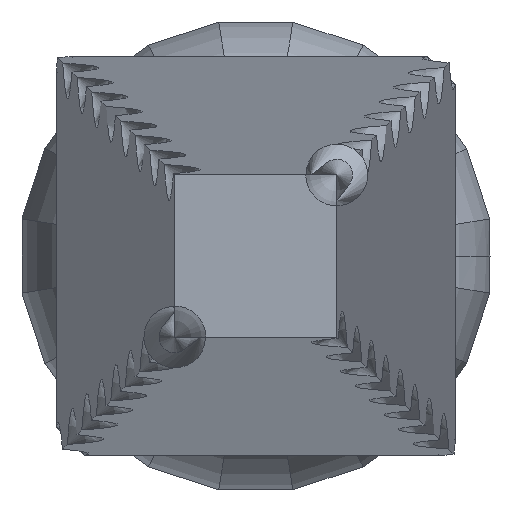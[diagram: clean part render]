
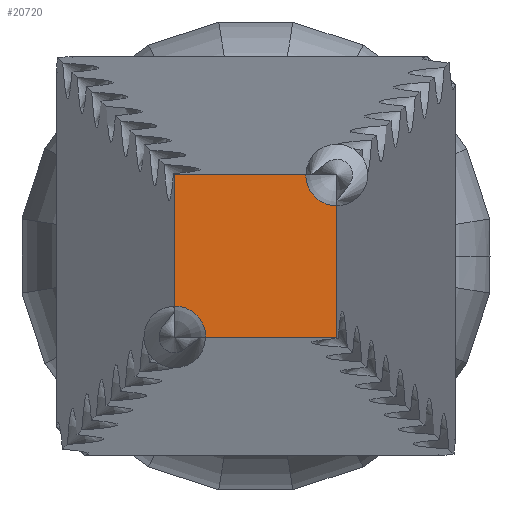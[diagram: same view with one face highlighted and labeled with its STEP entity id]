
A CAD part, front view. The second image highlights one B-rep face of the part: STEP entity #20720.
In plain terms, the highlighted planar face has unit normal (0, -1, 0).
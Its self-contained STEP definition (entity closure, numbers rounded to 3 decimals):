
#100 = AXIS2_PLACEMENT_3D ( 'NONE', #594, #14428, #16156 ) ;
#594 = CARTESIAN_POINT ( 'NONE',  ( 6.5, -500., 6.5 ) ) ;
#842 = CARTESIAN_POINT ( 'NONE',  ( -4.006, -500., -6.5 ) ) ;
#1161 = VERTEX_POINT ( 'NONE', #842 ) ;
#1210 = DIRECTION ( 'NONE',  ( 0., -1., 0. ) ) ;
#1227 = ORIENTED_EDGE ( 'NONE', *, *, #17710, .F. ) ;
#1390 = VERTEX_POINT ( 'NONE', #21065 ) ;
#1521 = ORIENTED_EDGE ( 'NONE', *, *, #1666, .F. ) ;
#1569 = DIRECTION ( 'NONE',  ( -1., 0., 0. ) ) ;
#1666 = EDGE_CURVE ( 'NONE', #1161, #4305, #19654, .T. ) ;
#2095 = AXIS2_PLACEMENT_3D ( 'NONE', #8255, #1210, #8167 ) ;
#2143 = CARTESIAN_POINT ( 'NONE',  ( 6.5, -500., 4.006 ) ) ;
#2217 = DIRECTION ( 'NONE',  ( 1., 0., 0. ) ) ;
#3165 = VECTOR ( 'NONE', #2217, 1000. ) ;
#3414 = ORIENTED_EDGE ( 'NONE', *, *, #3901, .F. ) ;
#3901 = EDGE_CURVE ( 'NONE', #20827, #18043, #14963, .T. ) ;
#3986 = VECTOR ( 'NONE', #11874, 1000. ) ;
#4305 = VERTEX_POINT ( 'NONE', #7784 ) ;
#4405 = FACE_OUTER_BOUND ( 'NONE', #16522, .T. ) ;
#5526 = CARTESIAN_POINT ( 'NONE',  ( 4.006, -500., 6.5 ) ) ;
#6364 = VECTOR ( 'NONE', #13019, 1000. ) ;
#6506 = VERTEX_POINT ( 'NONE', #11401 ) ;
#6600 = ORIENTED_EDGE ( 'NONE', *, *, #10590, .F. ) ;
#6831 = CARTESIAN_POINT ( 'NONE',  ( 6.5, -500., -6.5 ) ) ;
#7538 = LINE ( 'NONE', #20643, #8079 ) ;
#7556 = DIRECTION ( 'NONE',  ( 0., 1., 0. ) ) ;
#7784 = CARTESIAN_POINT ( 'NONE',  ( -6.5, -500., -4.006 ) ) ;
#8079 = VECTOR ( 'NONE', #1569, 1000. ) ;
#8167 = DIRECTION ( 'NONE',  ( 0., 0., 1. ) ) ;
#8255 = CARTESIAN_POINT ( 'NONE',  ( -6.5, -500., -6.5 ) ) ;
#8348 = AXIS2_PLACEMENT_3D ( 'NONE', #18333, #7556, #19717 ) ;
#10590 = EDGE_CURVE ( 'NONE', #18043, #6506, #20290, .T. ) ;
#10907 = CARTESIAN_POINT ( 'NONE',  ( 6.5, -500., 6.5 ) ) ;
#11401 = CARTESIAN_POINT ( 'NONE',  ( 6.5, -500., -6.5 ) ) ;
#11874 = DIRECTION ( 'NONE',  ( 0., 0., -1. ) ) ;
#13019 = DIRECTION ( 'NONE',  ( 0., 0., 1. ) ) ;
#13324 = CARTESIAN_POINT ( 'NONE',  ( -6.5, -500., 6.5 ) ) ;
#14047 = EDGE_CURVE ( 'NONE', #6506, #1161, #7538, .T. ) ;
#14428 = DIRECTION ( 'NONE',  ( 0., -1., 0. ) ) ;
#14741 = LINE ( 'NONE', #13324, #6364 ) ;
#14963 = CIRCLE ( 'NONE', #100, 2.494 ) ;
#15028 = PLANE ( 'NONE',  #8348 ) ;
#15489 = ORIENTED_EDGE ( 'NONE', *, *, #14047, .F. ) ;
#15622 = EDGE_CURVE ( 'NONE', #1390, #20827, #20841, .T. ) ;
#16156 = DIRECTION ( 'NONE',  ( 0., 0., 1. ) ) ;
#16522 = EDGE_LOOP ( 'NONE', ( #1521, #15489, #6600, #3414, #21872, #1227 ) ) ;
#17710 = EDGE_CURVE ( 'NONE', #4305, #1390, #14741, .T. ) ;
#18043 = VERTEX_POINT ( 'NONE', #2143 ) ;
#18333 = CARTESIAN_POINT ( 'NONE',  ( 0., -500., 0. ) ) ;
#19654 = CIRCLE ( 'NONE', #2095, 2.494 ) ;
#19717 = DIRECTION ( 'NONE',  ( 0., 0., 1. ) ) ;
#20290 = LINE ( 'NONE', #6831, #3986 ) ;
#20643 = CARTESIAN_POINT ( 'NONE',  ( -6.5, -500., -6.5 ) ) ;
#20720 = ADVANCED_FACE ( 'NONE', ( #4405 ), #15028, .F. ) ;
#20827 = VERTEX_POINT ( 'NONE', #5526 ) ;
#20841 = LINE ( 'NONE', #10907, #3165 ) ;
#21065 = CARTESIAN_POINT ( 'NONE',  ( -6.5, -500., 6.5 ) ) ;
#21872 = ORIENTED_EDGE ( 'NONE', *, *, #15622, .F. ) ;
